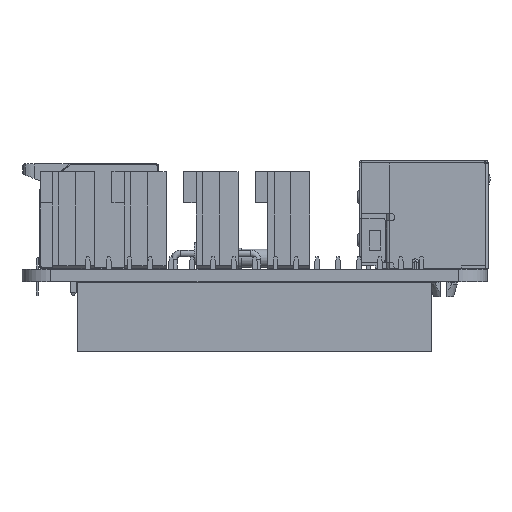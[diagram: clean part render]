
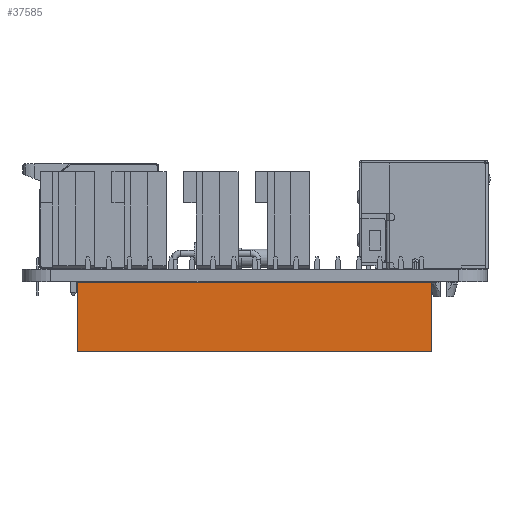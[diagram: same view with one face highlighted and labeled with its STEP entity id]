
A CAD part, front view. The second image highlights one B-rep face of the part: STEP entity #37585.
In plain terms, the highlighted face is planar.
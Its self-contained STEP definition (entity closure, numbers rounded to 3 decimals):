
#37585 = ADVANCED_FACE('',(#37586),#37620,.F.);
#37586 = FACE_BOUND('',#37587,.F.);
#37587 = EDGE_LOOP('',(#37588,#37598,#37606,#37614));
#37588 = ORIENTED_EDGE('',*,*,#37589,.T.);
#37589 = EDGE_CURVE('',#37590,#37592,#37594,.T.);
#37590 = VERTEX_POINT('',#37591);
#37591 = CARTESIAN_POINT('',(1.27,-41.91,0.));
#37592 = VERTEX_POINT('',#37593);
#37593 = CARTESIAN_POINT('',(1.27,-41.91,8.5));
#37594 = LINE('',#37595,#37596);
#37595 = CARTESIAN_POINT('',(1.27,-41.91,0.));
#37596 = VECTOR('',#37597,1.);
#37597 = DIRECTION('',(0.,0.,1.));
#37598 = ORIENTED_EDGE('',*,*,#37599,.T.);
#37599 = EDGE_CURVE('',#37592,#37600,#37602,.T.);
#37600 = VERTEX_POINT('',#37601);
#37601 = CARTESIAN_POINT('',(1.27,1.27,8.5));
#37602 = LINE('',#37603,#37604);
#37603 = CARTESIAN_POINT('',(1.27,-41.91,8.5));
#37604 = VECTOR('',#37605,1.);
#37605 = DIRECTION('',(0.,1.,0.));
#37606 = ORIENTED_EDGE('',*,*,#37607,.F.);
#37607 = EDGE_CURVE('',#37608,#37600,#37610,.T.);
#37608 = VERTEX_POINT('',#37609);
#37609 = CARTESIAN_POINT('',(1.27,1.27,0.));
#37610 = LINE('',#37611,#37612);
#37611 = CARTESIAN_POINT('',(1.27,1.27,0.));
#37612 = VECTOR('',#37613,1.);
#37613 = DIRECTION('',(0.,0.,1.));
#37614 = ORIENTED_EDGE('',*,*,#37615,.F.);
#37615 = EDGE_CURVE('',#37590,#37608,#37616,.T.);
#37616 = LINE('',#37617,#37618);
#37617 = CARTESIAN_POINT('',(1.27,-41.91,0.));
#37618 = VECTOR('',#37619,1.);
#37619 = DIRECTION('',(0.,1.,0.));
#37620 = PLANE('',#37621);
#37621 = AXIS2_PLACEMENT_3D('',#37622,#37623,#37624);
#37622 = CARTESIAN_POINT('',(1.27,-41.91,0.));
#37623 = DIRECTION('',(-1.,0.,0.));
#37624 = DIRECTION('',(0.,1.,0.));
